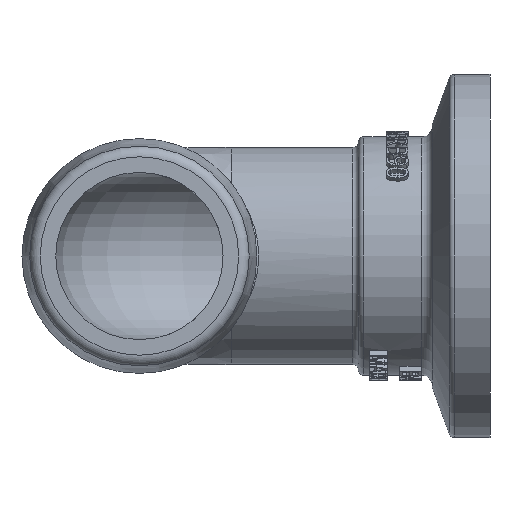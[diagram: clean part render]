
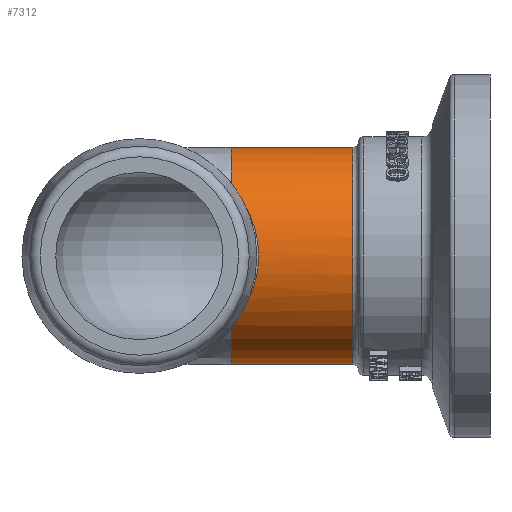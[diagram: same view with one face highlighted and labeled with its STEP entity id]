
A CAD part, front view. The second image highlights one B-rep face of the part: STEP entity #7312.
In plain terms, the highlighted cylindrical face has radius 15.494 mm (diameter 30.988 mm), a full revolution.
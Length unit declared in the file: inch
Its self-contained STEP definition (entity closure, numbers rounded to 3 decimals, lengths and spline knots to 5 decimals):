
#233=ELLIPSE('',#7839,0.90609,0.61);
#1862=CYLINDRICAL_SURFACE('',#7838,0.61);
#1943=FACE_BOUND('',#2455,.T.);
#1998=FACE_OUTER_BOUND('',#2454,.T.);
#2454=EDGE_LOOP('',(#5274,#5275));
#2455=EDGE_LOOP('',(#5276));
#3005=CIRCLE('',#7836,0.61);
#3007=CIRCLE('',#7840,0.61);
#3341=VERTEX_POINT('',#14253);
#3343=VERTEX_POINT('',#14258);
#3344=VERTEX_POINT('',#14259);
#4117=EDGE_CURVE('',#3341,#3341,#3005,.T.);
#4119=EDGE_CURVE('',#3343,#3344,#233,.T.);
#4120=EDGE_CURVE('',#3343,#3344,#3007,.T.);
#5274=ORIENTED_EDGE('',*,*,#4119,.F.);
#5275=ORIENTED_EDGE('',*,*,#4120,.T.);
#5276=ORIENTED_EDGE('',*,*,#4117,.F.);
#7312=ADVANCED_FACE('',(#1998,#1943),#1862,.T.);
#7836=AXIS2_PLACEMENT_3D('',#14254,#8355,#8356);
#7838=AXIS2_PLACEMENT_3D('',#14257,#8359,#8360);
#7839=AXIS2_PLACEMENT_3D('',#14260,#8361,#8362);
#7840=AXIS2_PLACEMENT_3D('',#14261,#8363,#8364);
#8355=DIRECTION('center_axis',(1.,0.,0.));
#8356=DIRECTION('ref_axis',(0.,-1.,0.));
#8359=DIRECTION('center_axis',(1.,0.,0.));
#8360=DIRECTION('ref_axis',(0.,1.,0.));
#8361=DIRECTION('center_axis',(-0.673,-0.739,0.));
#8362=DIRECTION('ref_axis',(0.739,-0.673,0.));
#8363=DIRECTION('center_axis',(1.,0.,0.));
#8364=DIRECTION('ref_axis',(0.,1.,0.));
#14253=CARTESIAN_POINT('',(1.2,0.61,0.));
#14254=CARTESIAN_POINT('Origin',(1.2,0.,0.));
#14257=CARTESIAN_POINT('Origin',(0.8725,0.,0.));
#14258=CARTESIAN_POINT('',(0.515,-0.46888,-0.39019));
#14259=CARTESIAN_POINT('',(0.515,-0.46888,0.39019));
#14260=CARTESIAN_POINT('Origin',(0.,0.,0.));
#14261=CARTESIAN_POINT('Origin',(0.515,0.,0.));
